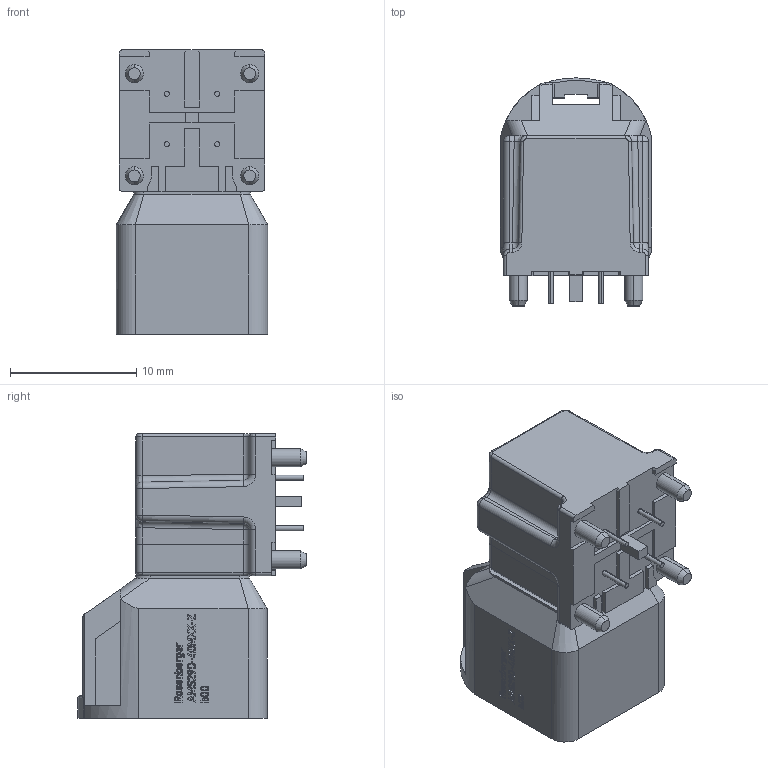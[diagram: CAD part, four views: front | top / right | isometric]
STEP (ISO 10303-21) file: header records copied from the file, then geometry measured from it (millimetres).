
FILE_DESCRIPTION((''),'2;1');
FILE_NAME('AMS29D-40MXX-Z_B00_SHRINK','2022-10-05T15:59:35',('B_Huber'),(''),'CREO PARAMETRIC BY PTC INC, 2021424','CREO PARAMETRIC BY PTC INC, 2021424','');
FILE_SCHEMA(('AUTOMOTIVE_DESIGN { 1 0 10303 214 1 1 1 1 }'));
Length unit declared in the file: millimetre
Products named in the file (1): AMS29D-40MXX-Z_B00_SHRINK
Bounding box: 12 x 18.1 x 22.55 mm (x, y, z)
Volume: 2037.1 mm3; surface area: 2381.2 mm2
Topology: 1 solids, 1 shells, 1080 faces, 2800 edges, 1788 vertices
Faces by surface type: plane 468, extrusion 287, cylinder 178, torus 75, cone 30, sphere 28, bspline 14
Entity records: 38366 total; most frequent: CARTESIAN_POINT 9280, ORIENTED_EDGE 5600, DIRECTION 4442, EDGE_CURVE 2800, VECTOR 1926, VERTEX_POINT 1788, LINE 1639, AXIS2_PLACEMENT_3D 1258
